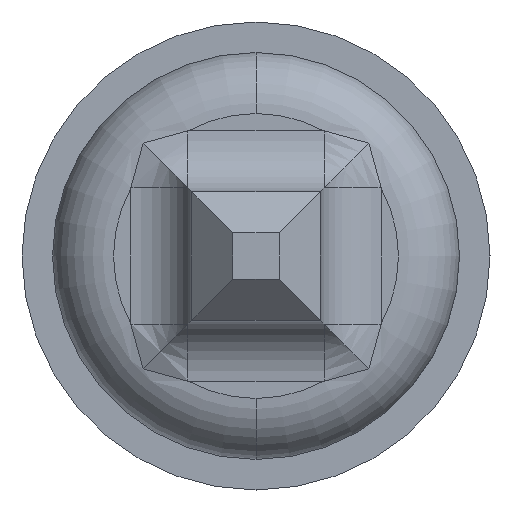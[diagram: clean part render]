
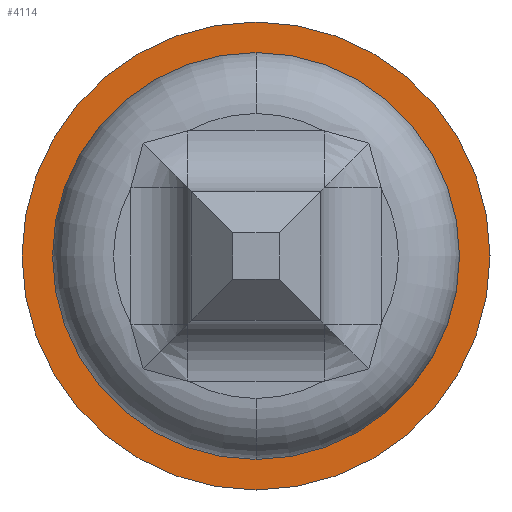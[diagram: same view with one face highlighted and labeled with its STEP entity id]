
A CAD part, front view. The second image highlights one B-rep face of the part: STEP entity #4114.
In plain terms, the highlighted planar face has unit normal (0, -1, 0).
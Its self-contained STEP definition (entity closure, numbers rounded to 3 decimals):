
#68 = ORIENTED_EDGE ( 'NONE', *, *, #387, .F. ) ;
#387 = EDGE_CURVE ( 'Defeature ausgef�hrt1_37+Defeature ausgef�hrt1_38+Defeature ausgef�hrt1_38+Defeature ausgef�hrt1_38', #5450, #2550, #5216, .T. ) ;
#740 = EDGE_LOOP ( 'NONE', ( #4652, #1627 ) ) ;
#889 = FACE_OUTER_BOUND ( 'NONE', #3955, .T. ) ;
#897 = ORIENTED_EDGE ( 'NONE', *, *, #4251, .F. ) ;
#974 = CARTESIAN_POINT ( 'NONE',  ( 0., -2., 0. ) ) ;
#1058 = EDGE_CURVE ( 'Defeature ausgef�hrt1_38+Defeature ausgef�hrt1_39+Defeature ausgef�hrt1_39+Defeature ausgef�hrt1_39', #1858, #4442, #5017, .T. ) ;
#1140 = EDGE_CURVE ( 'Defeature ausgef�hrt1_38+Defeature ausgef�hrt1_39+Defeature ausgef�hrt1_39+Defeature ausgef�hrt1_39', #4442, #1858, #1639, .T. ) ;
#1143 = PLANE ( 'NONE',  #2660 ) ;
#1326 = DIRECTION ( 'NONE',  ( 0., 0., 1. ) ) ;
#1341 = AXIS2_PLACEMENT_3D ( 'NONE', #974, #3929, #3098 ) ;
#1598 = DIRECTION ( 'NONE',  ( 0., 1., 0. ) ) ;
#1627 = ORIENTED_EDGE ( 'NONE', *, *, #1140, .T. ) ;
#1639 = CIRCLE ( 'NONE', #1341, 1. ) ;
#1653 = CARTESIAN_POINT ( 'NONE',  ( -1.15, -2., 0. ) ) ;
#1809 = CARTESIAN_POINT ( 'NONE',  ( 0., -2., 1. ) ) ;
#1858 = VERTEX_POINT ( 'NONE', #1809 ) ;
#1919 = AXIS2_PLACEMENT_3D ( 'NONE', #5066, #1598, #2468 ) ;
#2209 = DIRECTION ( 'NONE',  ( 0., 1., 0. ) ) ;
#2378 = AXIS2_PLACEMENT_3D ( 'NONE', #4255, #2546, #4299 ) ;
#2468 = DIRECTION ( 'NONE',  ( 0., 0., 1. ) ) ;
#2482 = CARTESIAN_POINT ( 'NONE',  ( 0., -2., 1.15 ) ) ;
#2546 = DIRECTION ( 'NONE',  ( 0., 1., 0. ) ) ;
#2550 = VERTEX_POINT ( 'NONE', #2482 ) ;
#2660 = AXIS2_PLACEMENT_3D ( 'NONE', #1653, #3364, #4216 ) ;
#3098 = DIRECTION ( 'NONE',  ( 0., 0., 1. ) ) ;
#3364 = DIRECTION ( 'NONE',  ( 0., -1., 0. ) ) ;
#3929 = DIRECTION ( 'NONE',  ( 0., 1., 0. ) ) ;
#3955 = EDGE_LOOP ( 'NONE', ( #897, #68 ) ) ;
#4044 = AXIS2_PLACEMENT_3D ( 'NONE', #4806, #2209, #1326 ) ;
#4114 = ADVANCED_FACE ( 'Defeature ausgef�hrt1_38', ( #5002, #889 ), #1143, .T. ) ;
#4216 = DIRECTION ( 'NONE',  ( 0., 0., -1. ) ) ;
#4251 = EDGE_CURVE ( 'Defeature ausgef�hrt1_37+Defeature ausgef�hrt1_38+Defeature ausgef�hrt1_38+Defeature ausgef�hrt1_38', #2550, #5450, #4732, .T. ) ;
#4255 = CARTESIAN_POINT ( 'NONE',  ( 0., -2., 0. ) ) ;
#4299 = DIRECTION ( 'NONE',  ( 0., 0., 1. ) ) ;
#4442 = VERTEX_POINT ( 'NONE', #4864 ) ;
#4652 = ORIENTED_EDGE ( 'NONE', *, *, #1058, .T. ) ;
#4732 = CIRCLE ( 'NONE', #2378, 1.15 ) ;
#4806 = CARTESIAN_POINT ( 'NONE',  ( 0., -2., 0. ) ) ;
#4864 = CARTESIAN_POINT ( 'NONE',  ( 0., -2., -1. ) ) ;
#5002 = FACE_BOUND ( 'NONE', #740, .T. ) ;
#5017 = CIRCLE ( 'NONE', #1919, 1. ) ;
#5066 = CARTESIAN_POINT ( 'NONE',  ( 0., -2., 0. ) ) ;
#5164 = CARTESIAN_POINT ( 'NONE',  ( 0., -2., -1.15 ) ) ;
#5216 = CIRCLE ( 'NONE', #4044, 1.15 ) ;
#5450 = VERTEX_POINT ( 'NONE', #5164 ) ;
